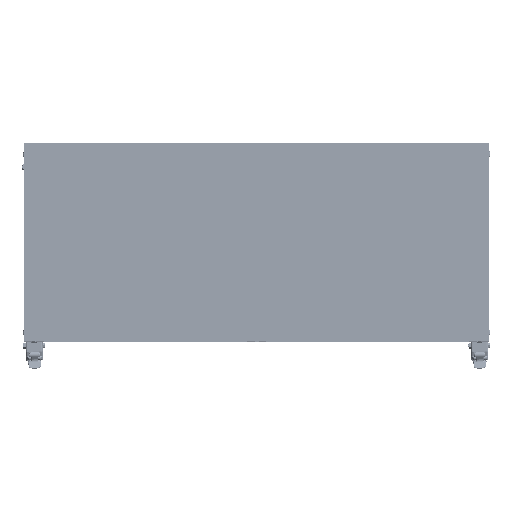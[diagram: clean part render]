
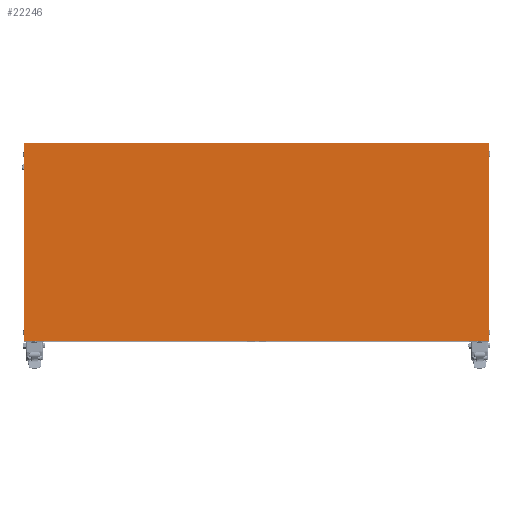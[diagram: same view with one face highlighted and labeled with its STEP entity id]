
A CAD part, top view. The second image highlights one B-rep face of the part: STEP entity #22246.
In plain terms, the highlighted planar face has unit normal (0, 0, 1).
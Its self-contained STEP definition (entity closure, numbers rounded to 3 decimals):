
#22246=ADVANCED_FACE('',(#28585),#28586,.T.);
#28585=FACE_OUTER_BOUND('',#40788,.T.);
#28586=PLANE('',#40789);
#40788=EDGE_LOOP('',(#56122,#56123,#56124,#56125));
#40789=AXIS2_PLACEMENT_3D('',#56126,#56127,#56128);
#56122=ORIENTED_EDGE('',*,*,#65110,.F.);
#56123=ORIENTED_EDGE('',*,*,#65113,.F.);
#56124=ORIENTED_EDGE('',*,*,#65105,.F.);
#56125=ORIENTED_EDGE('',*,*,#65101,.F.);
#56126=CARTESIAN_POINT('',(0.,0.,822.));
#56127=DIRECTION('',(0.0,0.0,1.0));
#56128=DIRECTION('',(1.0,0.0,0.0));
#65101=EDGE_CURVE('',#74022,#74024,#74025,.T.);
#65105=EDGE_CURVE('',#74024,#74030,#74031,.T.);
#65110=EDGE_CURVE('',#74037,#74022,#74039,.T.);
#65113=EDGE_CURVE('',#74030,#74037,#74042,.T.);
#74022=VERTEX_POINT('',#92896);
#74024=VERTEX_POINT('',#92899);
#74025=LINE('',#92900,#92901);
#74030=VERTEX_POINT('',#92908);
#74031=LINE('',#92909,#92910);
#74037=VERTEX_POINT('',#92918);
#74039=LINE('',#92921,#92922);
#74042=LINE('',#92926,#92927);
#92896=CARTESIAN_POINT('',(-470.,-200.,822.));
#92899=CARTESIAN_POINT('',(-470.,200.,822.));
#92900=CARTESIAN_POINT('',(-470.,0.,822.));
#92901=VECTOR('',#102920,1.0);
#92908=CARTESIAN_POINT('',(470.,200.,822.));
#92909=CARTESIAN_POINT('',(0.,200.,822.));
#92910=VECTOR('',#102923,1.0);
#92918=CARTESIAN_POINT('',(470.,-200.,822.));
#92921=CARTESIAN_POINT('',(0.,-200.,822.));
#92922=VECTOR('',#102927,1.0);
#92926=CARTESIAN_POINT('',(470.,0.,822.));
#92927=VECTOR('',#102929,1.0);
#102920=DIRECTION('',(0.0,1.0,0.0));
#102923=DIRECTION('',(1.0,0.0,0.0));
#102927=DIRECTION('',(-1.0,0.0,0.0));
#102929=DIRECTION('',(0.0,-1.0,0.0));
